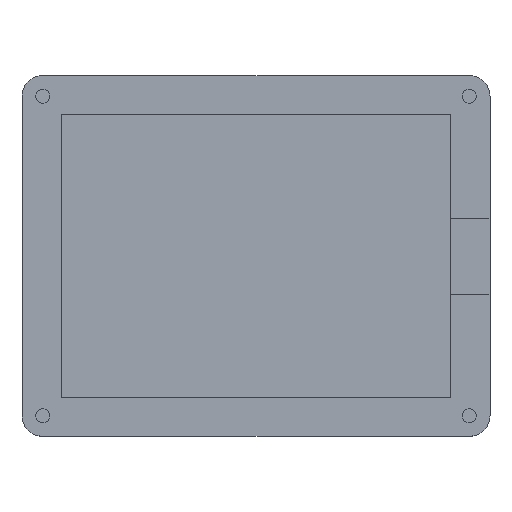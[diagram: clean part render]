
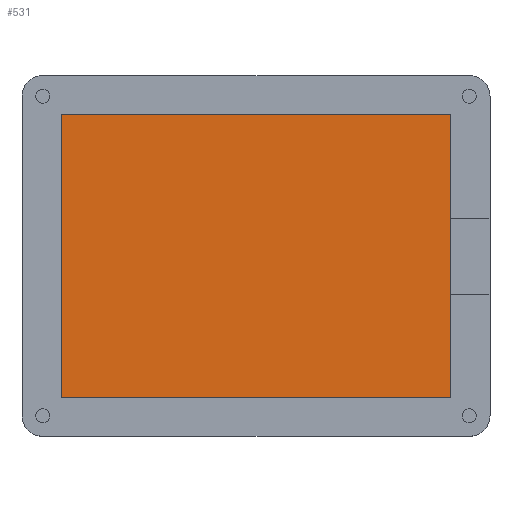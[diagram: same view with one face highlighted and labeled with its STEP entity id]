
A CAD part, top view. The second image highlights one B-rep face of the part: STEP entity #531.
In plain terms, the highlighted planar face has unit normal (0, 0, 1).
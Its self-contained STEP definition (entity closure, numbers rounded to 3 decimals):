
#33=PLANE('',#592);
#59=FACE_OUTER_BOUND('',#97,.T.);
#97=EDGE_LOOP('',(#425,#426,#427,#428));
#155=LINE('',#888,#203);
#156=LINE('',#890,#204);
#157=LINE('',#892,#205);
#158=LINE('',#893,#206);
#203=VECTOR('',#709,10.);
#204=VECTOR('',#710,10.);
#205=VECTOR('',#711,10.);
#206=VECTOR('',#712,10.);
#277=VERTEX_POINT('',#886);
#278=VERTEX_POINT('',#887);
#279=VERTEX_POINT('',#889);
#280=VERTEX_POINT('',#891);
#335=EDGE_CURVE('',#277,#278,#155,.T.);
#336=EDGE_CURVE('',#279,#277,#156,.T.);
#337=EDGE_CURVE('',#280,#279,#157,.T.);
#338=EDGE_CURVE('',#278,#280,#158,.T.);
#425=ORIENTED_EDGE('',*,*,#335,.F.);
#426=ORIENTED_EDGE('',*,*,#336,.F.);
#427=ORIENTED_EDGE('',*,*,#337,.F.);
#428=ORIENTED_EDGE('',*,*,#338,.F.);
#531=ADVANCED_FACE('',(#59),#33,.T.);
#592=AXIS2_PLACEMENT_3D('',#885,#707,#708);
#707=DIRECTION('center_axis',(0.,0.,1.));
#708=DIRECTION('ref_axis',(1.,0.,0.));
#709=DIRECTION('',(0.,1.,0.));
#710=DIRECTION('',(-1.,0.,0.));
#711=DIRECTION('',(0.,-1.,0.));
#712=DIRECTION('',(1.,0.,0.));
#885=CARTESIAN_POINT('Origin',(8.471,2.696,3.));
#886=CARTESIAN_POINT('',(-38.629,-31.424,3.));
#887=CARTESIAN_POINT('',(-38.629,36.816,3.));
#888=CARTESIAN_POINT('',(-38.629,-14.364,3.));
#889=CARTESIAN_POINT('',(55.571,-31.424,3.));
#890=CARTESIAN_POINT('',(32.021,-31.424,3.));
#891=CARTESIAN_POINT('',(55.571,36.816,3.));
#892=CARTESIAN_POINT('',(55.571,19.756,3.));
#893=CARTESIAN_POINT('',(-15.079,36.816,3.));
